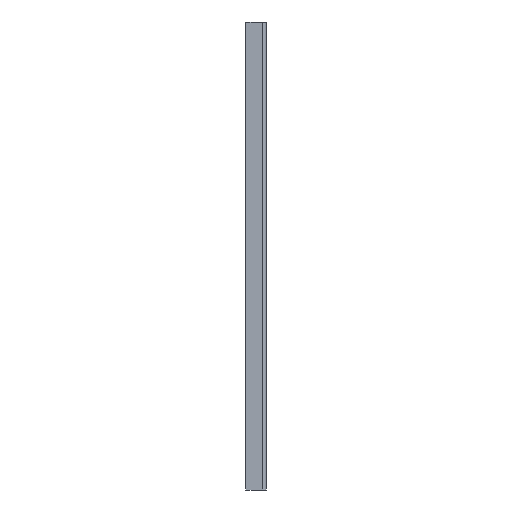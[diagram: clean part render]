
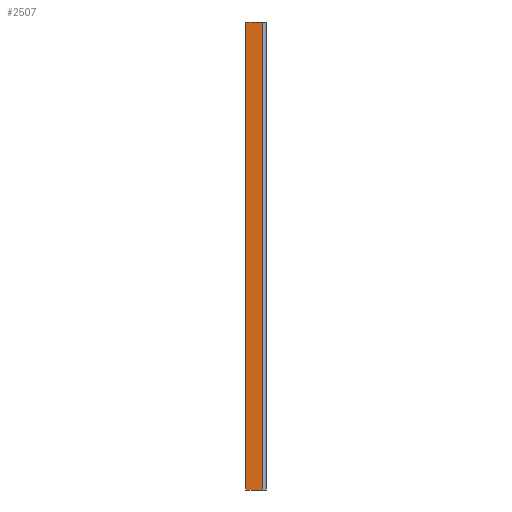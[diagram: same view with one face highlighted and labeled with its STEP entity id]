
A CAD part, left-side view. The second image highlights one B-rep face of the part: STEP entity #2507.
In plain terms, the highlighted free-form (B-spline) face has degree [1, 1] with [2, 2] control points.
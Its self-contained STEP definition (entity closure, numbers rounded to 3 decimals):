
#37 = FACE_OUTER_BOUND ( 'NONE', #3087, .T. ) ;
#52 = CARTESIAN_POINT ( 'NONE',  ( 204740.803, -54739.225, 0. ) ) ;
#77 = CARTESIAN_POINT ( 'NONE',  ( 204740.803, -54739.225, 1965. ) ) ;
#89 = EDGE_CURVE ( 'NONE', #1953, #1273, #1608, .T. ) ;
#329 = CARTESIAN_POINT ( 'NONE',  ( 204740.803, -54739.225, 1965. ) ) ;
#423 = CARTESIAN_POINT ( 'NONE',  ( 204740.803, -54808.225, 1965. ) ) ;
#554 = B_SPLINE_SURFACE_WITH_KNOTS ( 'NONE', 1, 1, ( 
 ( #2064, #329 ),
 ( #1304, #52 ) ),
 .UNSPECIFIED., .F., .F., .F.,
 ( 2, 2 ),
 ( 2, 2 ),
 ( 0., 1. ),
 ( 0., 1. ),
 .UNSPECIFIED. ) ;
#568 = CARTESIAN_POINT ( 'NONE',  ( 204740.803, -54739.225, 0. ) ) ;
#762 = B_SPLINE_CURVE_WITH_KNOTS ( 'NONE', 1,
 ( #1963, #2409 ),
 .UNSPECIFIED., .F., .F.,
 ( 2, 2 ),
 ( 0., 1. ),
 .UNSPECIFIED. ) ;
#795 = B_SPLINE_CURVE_WITH_KNOTS ( 'NONE', 1,
 ( #1466, #1414 ),
 .UNSPECIFIED., .F., .F.,
 ( 2, 2 ),
 ( 0., 1. ),
 .UNSPECIFIED. ) ;
#805 = VERTEX_POINT ( 'NONE', #1120 ) ;
#1074 = B_SPLINE_CURVE_WITH_KNOTS ( 'NONE', 1,
 ( #568, #1093 ),
 .UNSPECIFIED., .F., .F.,
 ( 2, 2 ),
 ( 0., 1. ),
 .UNSPECIFIED. ) ;
#1093 = CARTESIAN_POINT ( 'NONE',  ( 204740.803, -54739.225, 1965. ) ) ;
#1120 = CARTESIAN_POINT ( 'NONE',  ( 204740.803, -54739.225, 0. ) ) ;
#1126 = ORIENTED_EDGE ( 'NONE', *, *, #1984, .F. ) ;
#1273 = VERTEX_POINT ( 'NONE', #1659 ) ;
#1304 = CARTESIAN_POINT ( 'NONE',  ( 204740.803, -54808.225, 0. ) ) ;
#1414 = CARTESIAN_POINT ( 'NONE',  ( 204740.803, -54739.225, 0. ) ) ;
#1466 = CARTESIAN_POINT ( 'NONE',  ( 204740.803, -54808.225, 0. ) ) ;
#1608 = B_SPLINE_CURVE_WITH_KNOTS ( 'NONE', 1,
 ( #1945, #423 ),
 .UNSPECIFIED., .F., .F.,
 ( 2, 2 ),
 ( 0., 1. ),
 .UNSPECIFIED. ) ;
#1631 = EDGE_CURVE ( 'NONE', #1953, #805, #795, .T. ) ;
#1659 = CARTESIAN_POINT ( 'NONE',  ( 204740.803, -54808.225, 1965. ) ) ;
#1733 = ORIENTED_EDGE ( 'NONE', *, *, #89, .T. ) ;
#1945 = CARTESIAN_POINT ( 'NONE',  ( 204740.803, -54808.225, 0. ) ) ;
#1953 = VERTEX_POINT ( 'NONE', #2570 ) ;
#1957 = ORIENTED_EDGE ( 'NONE', *, *, #3013, .F. ) ;
#1963 = CARTESIAN_POINT ( 'NONE',  ( 204740.803, -54739.225, 1965. ) ) ;
#1984 = EDGE_CURVE ( 'NONE', #2106, #1273, #762, .T. ) ;
#2064 = CARTESIAN_POINT ( 'NONE',  ( 204740.803, -54808.225, 1965. ) ) ;
#2106 = VERTEX_POINT ( 'NONE', #77 ) ;
#2248 = ORIENTED_EDGE ( 'NONE', *, *, #1631, .F. ) ;
#2409 = CARTESIAN_POINT ( 'NONE',  ( 204740.803, -54808.225, 1965. ) ) ;
#2507 = ADVANCED_FACE ( 'NONE', ( #37 ), #554, .F. ) ;
#2570 = CARTESIAN_POINT ( 'NONE',  ( 204740.803, -54808.225, 0. ) ) ;
#3013 = EDGE_CURVE ( 'NONE', #805, #2106, #1074, .T. ) ;
#3087 = EDGE_LOOP ( 'NONE', ( #1733, #1126, #1957, #2248 ) ) ;
